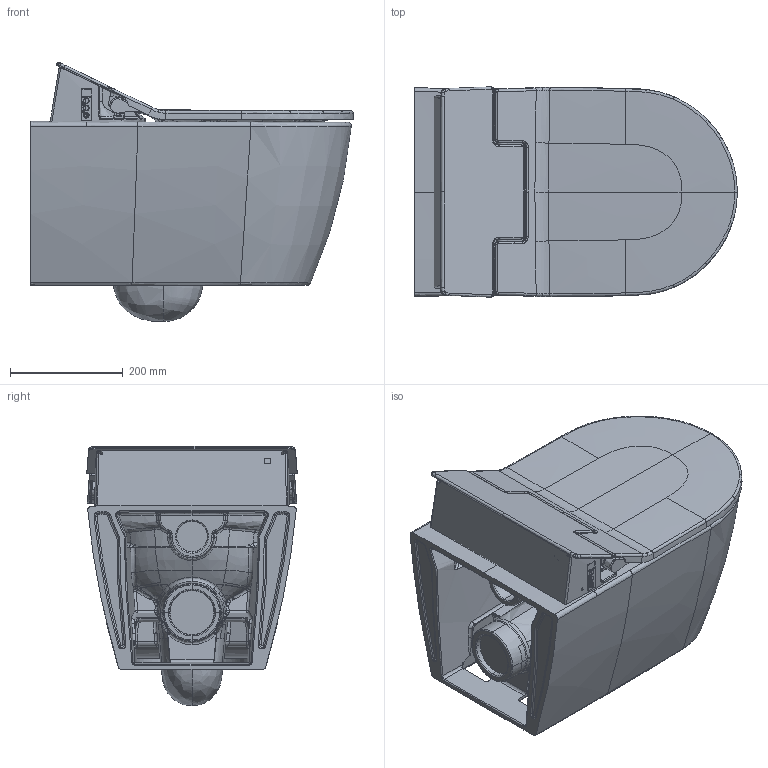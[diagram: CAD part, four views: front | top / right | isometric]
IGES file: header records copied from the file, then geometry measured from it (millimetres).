
Global section: file name: No Iges File Name specified; native system: Autodesk Inventor 2011; preprocessor: AutoDesk Inventor Iges Exporter R2011; author: Administrator; date: 20150609.190010; units: millimetre
Bounding box: 573.77 x 373.71 x 460.82 mm (x, y, z)
Volume: 25636394.3 mm3; surface area: 2149096 mm2
Topology: 20 solids, 20 shells, 3407 faces, 13137 edges, 9854 vertices
Faces by surface type: bspline 1711, plane 663, revolution 515, cylinder 337, sphere 82, torus 50, cone 49
